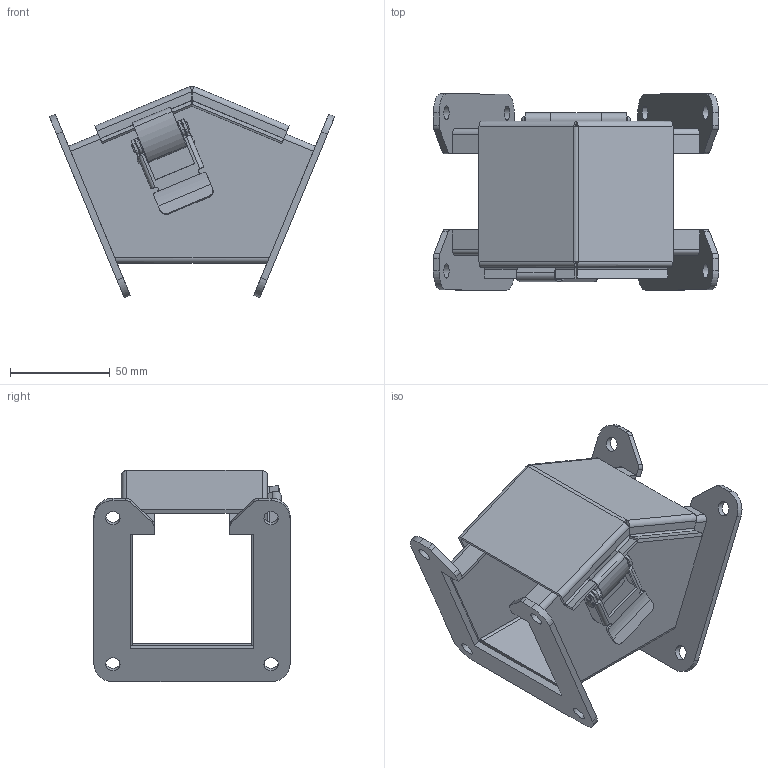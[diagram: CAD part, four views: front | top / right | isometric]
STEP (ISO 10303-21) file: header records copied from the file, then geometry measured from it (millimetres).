
FILE_DESCRIPTION (( 'STEP AP203' ), '1' );
FILE_NAME ('1485B4Q.step', '2020-11-19T14:29:01', ( 'ADC123' ), ( 'Microsoft' ), 'SwSTEP 2.0', 'SolidWorks 2019', '' );
FILE_SCHEMA (( 'CONFIG_CONTROL_DESIGN' ));
Length unit declared in the file: inch
Products named in the file (1): 1485B4Q
Bounding box: 143.23 x 98.45 x 106.18 mm (x, y, z)
Volume: 97768.3 mm3; surface area: 102017.3 mm2
Topology: 10 solids, 10 shells, 282 faces, 712 edges, 452 vertices
Faces by surface type: plane 166, cylinder 100, bspline 16
Full cylindrical faces by diameter (mm): 3.175 x2, 4.013 x2, 4.115 x2, 4.166 x2, 7.137 x8
Entity records: 9146 total; most frequent: CARTESIAN_POINT 2313, ORIENTED_EDGE 1384, DIRECTION 1378, EDGE_CURVE 692, LINE 480, VECTOR 480, VERTEX_POINT 452, AXIS2_PLACEMENT_3D 449
